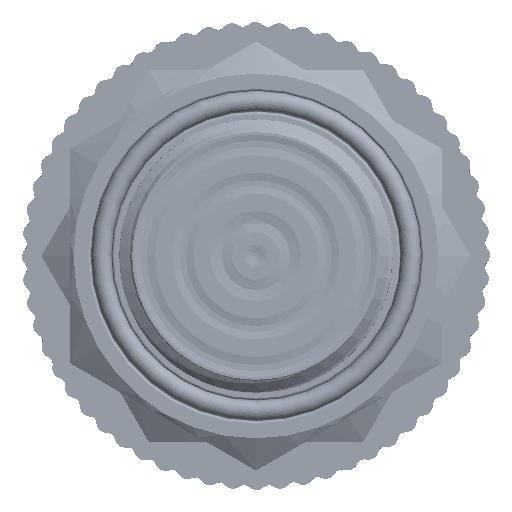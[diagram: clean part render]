
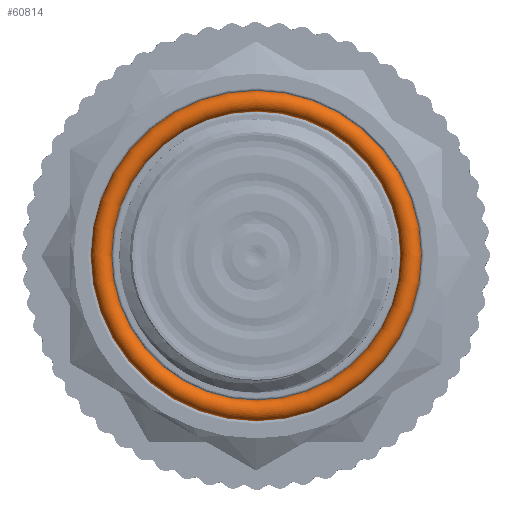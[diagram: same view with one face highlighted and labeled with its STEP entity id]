
A CAD part, left-side view. The second image highlights one B-rep face of the part: STEP entity #60814.
In plain terms, the highlighted toroidal (fillet/blend) face has major radius 11.25 mm and minor radius 0.75 mm.
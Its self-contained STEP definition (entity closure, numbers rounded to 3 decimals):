
#4066=TOROIDAL_SURFACE('',#68727,11.25,0.75);
#11689=FACE_OUTER_BOUND('',#15765,.T.);
#15765=EDGE_LOOP('',(#56531,#56532,#56533,#56534));
#16571=CIRCLE('',#68728,0.75);
#16572=CIRCLE('',#68729,10.5);
#28973=VERTEX_POINT('',#143944);
#38159=EDGE_CURVE('',#28973,#28973,#16571,.T.);
#38160=EDGE_CURVE('',#28973,#28973,#16572,.T.);
#56531=ORIENTED_EDGE('',*,*,#38159,.F.);
#56532=ORIENTED_EDGE('',*,*,#38160,.T.);
#56533=ORIENTED_EDGE('',*,*,#38159,.T.);
#56534=ORIENTED_EDGE('',*,*,#38160,.F.);
#60814=ADVANCED_FACE('',(#11689),#4066,.T.);
#68727=AXIS2_PLACEMENT_3D('',#143943,#86931,#86932);
#68728=AXIS2_PLACEMENT_3D('',#143945,#86933,#86934);
#68729=AXIS2_PLACEMENT_3D('',#143946,#86935,#86936);
#86931=DIRECTION('center_axis',(1.,0.,0.));
#86932=DIRECTION('ref_axis',(0.,0.,-1.));
#86933=DIRECTION('center_axis',(0.,-1.,0.));
#86934=DIRECTION('ref_axis',(0.,0.,1.));
#86935=DIRECTION('center_axis',(-1.,0.,0.));
#86936=DIRECTION('ref_axis',(0.,0.,-1.));
#143943=CARTESIAN_POINT('Origin',(15.2,0.,0.));
#143944=CARTESIAN_POINT('',(15.2,0.,10.5));
#143945=CARTESIAN_POINT('Origin',(15.2,0.,11.25));
#143946=CARTESIAN_POINT('Origin',(15.2,0.,0.));
